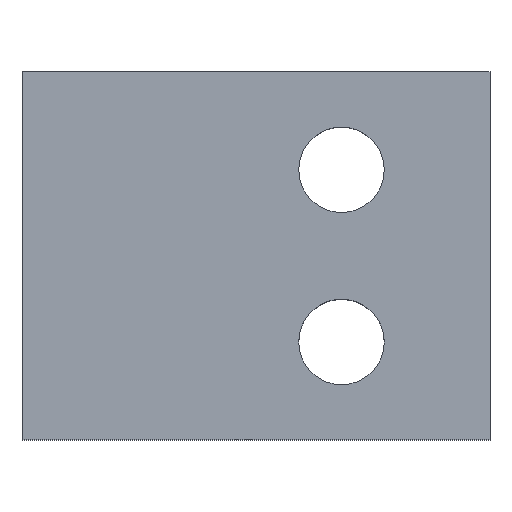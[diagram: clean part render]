
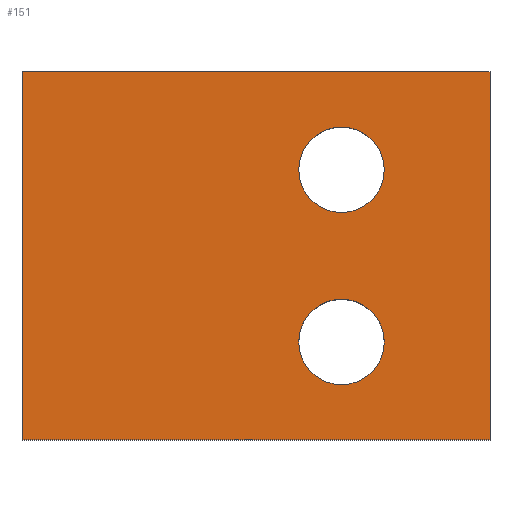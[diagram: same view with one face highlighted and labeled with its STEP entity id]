
A CAD part, top view. The second image highlights one B-rep face of the part: STEP entity #151.
In plain terms, the highlighted planar face has unit normal (0, 0, 1).
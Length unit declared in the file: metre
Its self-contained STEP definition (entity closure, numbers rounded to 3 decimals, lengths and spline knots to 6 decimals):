
#21=CIRCLE('',#171,0.00174);
#23=CIRCLE('',#174,0.00174);
#52=ORIENTED_EDGE('',*,*,#71,.T.);
#53=ORIENTED_EDGE('',*,*,#58,.F.);
#54=ORIENTED_EDGE('',*,*,#62,.T.);
#55=ORIENTED_EDGE('',*,*,#65,.T.);
#56=ORIENTED_EDGE('',*,*,#68,.F.);
#57=ORIENTED_EDGE('',*,*,#73,.F.);
#58=EDGE_CURVE('',#74,#75,#86,.T.);
#62=EDGE_CURVE('',#74,#78,#90,.T.);
#65=EDGE_CURVE('',#78,#80,#93,.T.);
#68=EDGE_CURVE('',#75,#80,#96,.T.);
#71=EDGE_CURVE('',#83,#83,#21,.T.);
#73=EDGE_CURVE('',#85,#85,#23,.T.);
#74=VERTEX_POINT('',#218);
#75=VERTEX_POINT('',#219);
#78=VERTEX_POINT('',#227);
#80=VERTEX_POINT('',#233);
#83=VERTEX_POINT('',#244);
#85=VERTEX_POINT('',#249);
#86=LINE('',#217,#98);
#90=LINE('',#226,#102);
#93=LINE('',#232,#105);
#96=LINE('',#238,#108);
#98=VECTOR('',#181,1.);
#102=VECTOR('',#187,1.);
#105=VECTOR('',#192,1.);
#108=VECTOR('',#197,1.);
#121=EDGE_LOOP('',(#52));
#122=EDGE_LOOP('',(#53,#54,#55,#56));
#123=EDGE_LOOP('',(#57));
#135=FACE_BOUND('',#121,.T.);
#136=FACE_BOUND('',#122,.T.);
#137=FACE_BOUND('',#123,.T.);
#143=PLANE('',#176);
#151=ADVANCED_FACE('',(#135,#136,#137),#143,.T.);
#171=AXIS2_PLACEMENT_3D('',#243,#203,#204);
#174=AXIS2_PLACEMENT_3D('',#248,#209,#210);
#176=AXIS2_PLACEMENT_3D('',#251,#213,#214);
#181=DIRECTION('',(0.,1.,0.));
#187=DIRECTION('',(1.,0.,0.));
#192=DIRECTION('',(0.,1.,0.));
#197=DIRECTION('',(1.,0.,0.));
#203=DIRECTION('',(0.,0.,-1.));
#204=DIRECTION('',(1.,0.,0.));
#209=DIRECTION('',(0.,0.,1.));
#210=DIRECTION('',(1.,0.,0.));
#213=DIRECTION('',(0.,0.,1.));
#214=DIRECTION('',(1.,0.,0.));
#217=CARTESIAN_POINT('',(0.,0.003747,0.));
#218=CARTESIAN_POINT('',(0.,0.,0.));
#219=CARTESIAN_POINT('',(0.,0.014986,0.));
#226=CARTESIAN_POINT('',(0.009525,0.,0.));
#227=CARTESIAN_POINT('',(0.01905,0.,0.));
#232=CARTESIAN_POINT('',(0.01905,0.003747,0.));
#233=CARTESIAN_POINT('',(0.01905,0.014986,0.));
#238=CARTESIAN_POINT('',(0.009525,0.014986,0.));
#243=CARTESIAN_POINT('',(0.013005,0.003988,0.));
#244=CARTESIAN_POINT('',(0.014745,0.003988,0.));
#248=CARTESIAN_POINT('',(0.013005,0.010998,0.));
#249=CARTESIAN_POINT('',(0.014745,0.010998,0.));
#251=CARTESIAN_POINT('',(0.009525,0.007493,0.));
